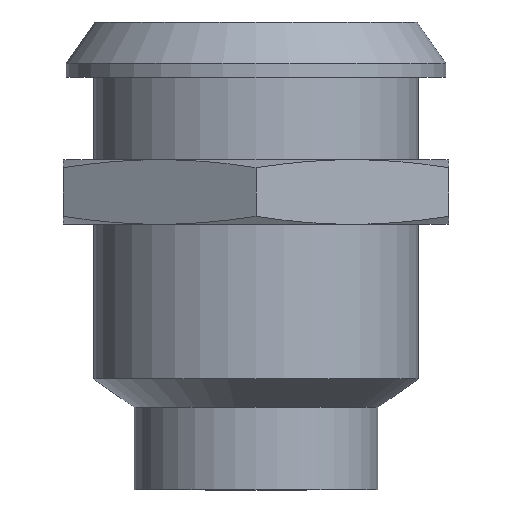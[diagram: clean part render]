
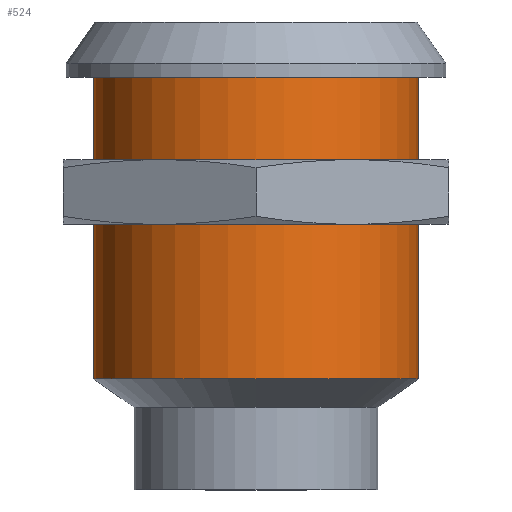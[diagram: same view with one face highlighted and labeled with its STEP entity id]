
A CAD part, front view. The second image highlights one B-rep face of the part: STEP entity #524.
In plain terms, the highlighted cylindrical face has radius 5.9 mm (diameter 11.8 mm), a full revolution.
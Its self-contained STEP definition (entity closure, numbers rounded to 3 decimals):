
#106=FACE_OUTER_BOUND('',#146,.T.);
#146=EDGE_LOOP('',(#394,#395,#396,#397));
#186=LINE('',#877,#204);
#204=VECTOR('',#719,5.9);
#224=CIRCLE('',#610,5.9);
#225=CIRCLE('',#612,5.9);
#255=VERTEX_POINT('',#871);
#256=VERTEX_POINT('',#875);
#304=EDGE_CURVE('',#255,#255,#224,.T.);
#306=EDGE_CURVE('',#256,#256,#225,.T.);
#307=EDGE_CURVE('',#256,#255,#186,.T.);
#394=ORIENTED_EDGE('',*,*,#306,.T.);
#395=ORIENTED_EDGE('',*,*,#307,.T.);
#396=ORIENTED_EDGE('',*,*,#304,.F.);
#397=ORIENTED_EDGE('',*,*,#307,.F.);
#512=CYLINDRICAL_SURFACE('',#611,5.9);
#524=ADVANCED_FACE('',(#106),#512,.T.);
#610=AXIS2_PLACEMENT_3D('',#872,#712,#713);
#611=AXIS2_PLACEMENT_3D('',#874,#715,#716);
#612=AXIS2_PLACEMENT_3D('',#876,#717,#718);
#712=DIRECTION('center_axis',(0.,0.,-1.));
#713=DIRECTION('ref_axis',(1.,0.,0.));
#715=DIRECTION('center_axis',(0.,0.,1.));
#716=DIRECTION('ref_axis',(1.,0.,0.));
#717=DIRECTION('center_axis',(0.,0.,-1.));
#718=DIRECTION('ref_axis',(1.,0.,0.));
#719=DIRECTION('',(0.,0.,-1.));
#871=CARTESIAN_POINT('',(-5.9,0.,-10.967));
#872=CARTESIAN_POINT('Origin',(0.,0.,-10.967));
#874=CARTESIAN_POINT('Origin',(0.,0.,-10.967));
#875=CARTESIAN_POINT('',(-5.9,0.,0.));
#876=CARTESIAN_POINT('Origin',(0.,0.,0.));
#877=CARTESIAN_POINT('',(-5.9,0.,-10.967));
